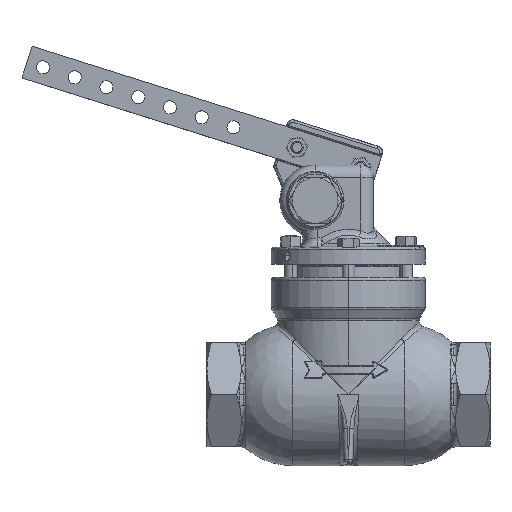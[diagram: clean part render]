
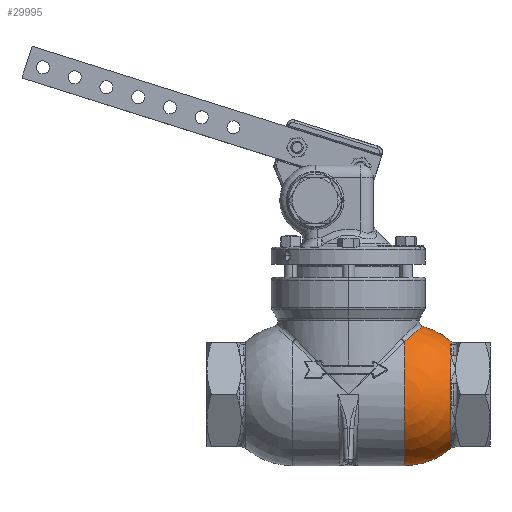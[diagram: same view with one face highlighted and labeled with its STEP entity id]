
A CAD part, top view. The second image highlights one B-rep face of the part: STEP entity #29995.
In plain terms, the highlighted spherical face has radius 53.975 mm.
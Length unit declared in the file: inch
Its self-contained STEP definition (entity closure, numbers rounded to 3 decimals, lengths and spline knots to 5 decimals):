
#174 = CARTESIAN_POINT ( 'NONE',  ( 1.88257, 1.77814, 1.14737 ) ) ;
#3130 = CIRCLE ( 'NONE', #44807, 2.125 ) ;
#3706 = ORIENTED_EDGE ( 'NONE', *, *, #11107, .F. ) ;
#5198 = B_SPLINE_CURVE_WITH_KNOTS ( 'NONE', 3,
 ( #38965, #49854, #72620, #21090, #21813, #38238, #44230, #62901, #29581, #34847, #6919, #11400, #12489, #34123, #69600, #174, #68485, #11766, #63275, #22911, #68123, #68854 ),
 .UNSPECIFIED., .F., .F.,
 ( 4, 2, 2, 2, 2, 2, 2, 2, 2, 2, 4 ),
 ( 0.04123, 0.04637, 0.04894, 0.05151, 0.05665, 0.05921, 0.06178, 0.07206, 0.07463, 0.0772, 0.08234 ),
 .UNSPECIFIED. ) ;
#5394 = EDGE_LOOP ( 'NONE', ( #44418, #35592, #39519, #25382, #3706, #24570 ) ) ;
#6919 = CARTESIAN_POINT ( 'NONE',  ( 2.11391, 1.97447, 0.65982 ) ) ;
#7341 = CIRCLE ( 'NONE', #46688, 2.125 ) ;
#9186 = CARTESIAN_POINT ( 'NONE',  ( 1.68628, 0., 0. ) ) ;
#10538 = VERTEX_POINT ( 'NONE', #44026 ) ;
#11107 = EDGE_CURVE ( 'NONE', #73582, #10538, #3130, .T. ) ;
#11400 = CARTESIAN_POINT ( 'NONE',  ( 2.09255, 1.95717, 0.72195 ) ) ;
#11766 = CARTESIAN_POINT ( 'NONE',  ( 1.8318, 1.73209, 1.2229 ) ) ;
#11867 = AXIS2_PLACEMENT_3D ( 'NONE', #49321, #59420, #48590 ) ;
#12075 = CIRCLE ( 'NONE', #16782, 1.60603 ) ;
#12489 = CARTESIAN_POINT ( 'NONE',  ( 2.08115, 1.94787, 0.75278 ) ) ;
#15530 = CARTESIAN_POINT ( 'NONE',  ( 3.07778, 0., 0. ) ) ;
#16267 = VERTEX_POINT ( 'NONE', #58802 ) ;
#16489 = CIRCLE ( 'NONE', #11867, 1.60603 ) ;
#16782 = AXIS2_PLACEMENT_3D ( 'NONE', #15530, #60330, #31913 ) ;
#17557 = DIRECTION ( 'NONE',  ( 0., 0., -1. ) ) ;
#18288 = CIRCLE ( 'NONE', #48144, 2.125 ) ;
#21090 = CARTESIAN_POINT ( 'NONE',  ( 2.20574, 2.04718, 0.23664 ) ) ;
#21813 = CARTESIAN_POINT ( 'NONE',  ( 2.20167, 2.04401, 0.27051 ) ) ;
#21863 = DIRECTION ( 'NONE',  ( 0., 0., 1. ) ) ;
#22911 = CARTESIAN_POINT ( 'NONE',  ( 1.76084, 1.66582, 1.319 ) ) ;
#24570 = ORIENTED_EDGE ( 'NONE', *, *, #59661, .F. ) ;
#25382 = ORIENTED_EDGE ( 'NONE', *, *, #65908, .T. ) ;
#25926 = CARTESIAN_POINT ( 'NONE',  ( 1.68628, 0., 0. ) ) ;
#26131 = CARTESIAN_POINT ( 'NONE',  ( 3.07778, 1.60603, 0. ) ) ;
#29581 = CARTESIAN_POINT ( 'NONE',  ( 2.15168, 2.00474, 0.53351 ) ) ;
#29995 = ADVANCED_FACE ( 'NONE', ( #50284 ), #73016, .T. ) ;
#31913 = DIRECTION ( 'NONE',  ( 0., 0., 1. ) ) ;
#33803 = CARTESIAN_POINT ( 'NONE',  ( 3.07778, 0., 1.60603 ) ) ;
#34123 = CARTESIAN_POINT ( 'NONE',  ( 2.0209, 1.89836, 0.90474 ) ) ;
#34847 = CARTESIAN_POINT ( 'NONE',  ( 2.12389, 1.9825, 0.62847 ) ) ;
#34915 = EDGE_CURVE ( 'NONE', #47967, #60266, #18288, .T. ) ;
#35592 = ORIENTED_EDGE ( 'NONE', *, *, #59128, .T. ) ;
#38238 = CARTESIAN_POINT ( 'NONE',  ( 2.192, 2.03647, 0.33739 ) ) ;
#38965 = CARTESIAN_POINT ( 'NONE',  ( 2.21868, 2.05722, 0. ) ) ;
#38985 = VERTEX_POINT ( 'NONE', #33803 ) ;
#39519 = ORIENTED_EDGE ( 'NONE', *, *, #34915, .T. ) ;
#43436 = CARTESIAN_POINT ( 'NONE',  ( 2.21868, 2.05722, 0. ) ) ;
#44026 = CARTESIAN_POINT ( 'NONE',  ( 1.68628, 1.5926, 1.40686 ) ) ;
#44230 = CARTESIAN_POINT ( 'NONE',  ( 2.1864, 2.03208, 0.37053 ) ) ;
#44418 = ORIENTED_EDGE ( 'NONE', *, *, #73773, .T. ) ;
#44655 = DIRECTION ( 'NONE',  ( 0., -1., 0. ) ) ;
#44807 = AXIS2_PLACEMENT_3D ( 'NONE', #25926, #54330, #49108 ) ;
#46688 = AXIS2_PLACEMENT_3D ( 'NONE', #68679, #17557, #65318 ) ;
#47967 = VERTEX_POINT ( 'NONE', #26131 ) ;
#48144 = AXIS2_PLACEMENT_3D ( 'NONE', #9186, #60678, #60305 ) ;
#48590 = DIRECTION ( 'NONE',  ( 0., 0., 1. ) ) ;
#49108 = DIRECTION ( 'NONE',  ( 0., -1., 0. ) ) ;
#49321 = CARTESIAN_POINT ( 'NONE',  ( 3.07778, 0., 0. ) ) ;
#49854 = CARTESIAN_POINT ( 'NONE',  ( 2.21868, 2.05722, 0.06743 ) ) ;
#50284 = FACE_OUTER_BOUND ( 'NONE', #5394, .T. ) ;
#54330 = DIRECTION ( 'NONE',  ( -1., 0., 0. ) ) ;
#55137 = CARTESIAN_POINT ( 'NONE',  ( 1.68628, 0., 0. ) ) ;
#55947 = AXIS2_PLACEMENT_3D ( 'NONE', #55137, #21863, #44655 ) ;
#57307 = CARTESIAN_POINT ( 'NONE',  ( 1.68628, -2.125, 0. ) ) ;
#58802 = CARTESIAN_POINT ( 'NONE',  ( 3.07778, -1.60603, 0. ) ) ;
#59128 = EDGE_CURVE ( 'NONE', #38985, #47967, #12075, .T. ) ;
#59420 = DIRECTION ( 'NONE',  ( -1., 0., 0. ) ) ;
#59661 = EDGE_CURVE ( 'NONE', #16267, #73582, #7341, .T. ) ;
#60266 = VERTEX_POINT ( 'NONE', #43436 ) ;
#60305 = DIRECTION ( 'NONE',  ( 0., -1., 0. ) ) ;
#60330 = DIRECTION ( 'NONE',  ( -1., 0., 0. ) ) ;
#60678 = DIRECTION ( 'NONE',  ( 0., 0., 1. ) ) ;
#62901 = CARTESIAN_POINT ( 'NONE',  ( 2.16735, 2.01712, 0.46904 ) ) ;
#63275 = CARTESIAN_POINT ( 'NONE',  ( 1.81428, 1.71591, 1.24743 ) ) ;
#65318 = DIRECTION ( 'NONE',  ( -1., 0., 0. ) ) ;
#65908 = EDGE_CURVE ( 'NONE', #60266, #10538, #5198, .T. ) ;
#68123 = CARTESIAN_POINT ( 'NONE',  ( 1.72401, 1.63033, 1.36415 ) ) ;
#68485 = CARTESIAN_POINT ( 'NONE',  ( 1.86593, 1.76319, 1.17289 ) ) ;
#68679 = CARTESIAN_POINT ( 'NONE',  ( 1.68628, 0., 0. ) ) ;
#68854 = CARTESIAN_POINT ( 'NONE',  ( 1.68628, 1.5926, 1.40686 ) ) ;
#69600 = CARTESIAN_POINT ( 'NONE',  ( 1.96346, 1.85001, 1.01716 ) ) ;
#72620 = CARTESIAN_POINT ( 'NONE',  ( 2.21548, 2.05475, 0.13501 ) ) ;
#73016 = SPHERICAL_SURFACE ( 'NONE', #55947, 2.125 ) ;
#73582 = VERTEX_POINT ( 'NONE', #57307 ) ;
#73773 = EDGE_CURVE ( 'NONE', #16267, #38985, #16489, .T. ) ;
